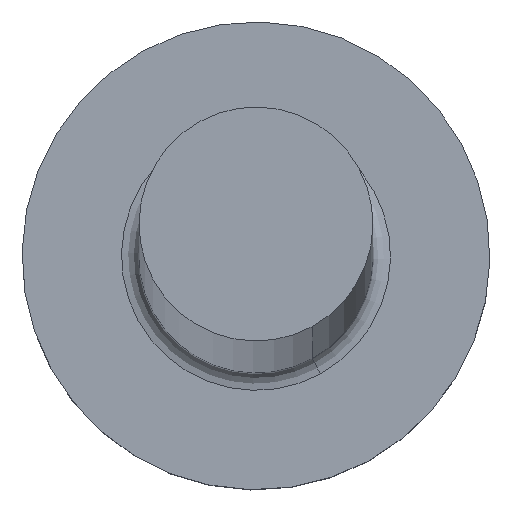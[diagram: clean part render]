
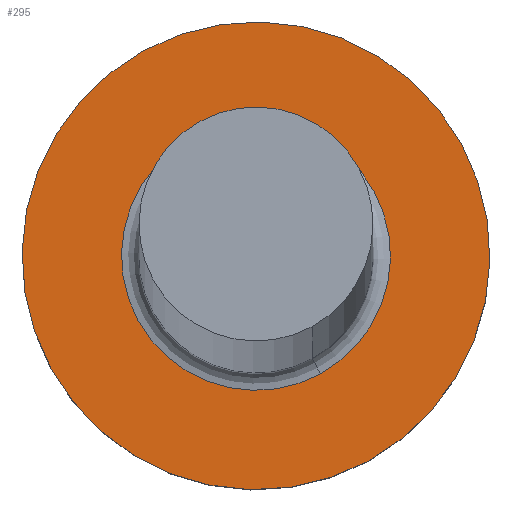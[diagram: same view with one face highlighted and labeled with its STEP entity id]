
A CAD part, top view. The second image highlights one B-rep face of the part: STEP entity #295.
In plain terms, the highlighted planar face has unit normal (0, 0, 1).
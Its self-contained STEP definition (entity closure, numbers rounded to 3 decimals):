
#121=CARTESIAN_POINT('Vertex',(1.918,-3.51,3.)) ;
#124=CARTESIAN_POINT('Axis2P3D Location',(0.,0.,3.)) ;
#128=CARTESIAN_POINT('Vertex',(-1.918,3.51,3.)) ;
#150=CARTESIAN_POINT('Axis2P3D Location',(0.,0.,3.)) ;
#216=CARTESIAN_POINT('Vertex',(-1.103,2.018,3.)) ;
#219=CARTESIAN_POINT('Axis2P3D Location',(0.,0.,3.)) ;
#223=CARTESIAN_POINT('Vertex',(1.103,-2.018,3.)) ;
#260=CARTESIAN_POINT('Axis2P3D Location',(0.,0.,3.)) ;
#282=CARTESIAN_POINT('Axis2P3D Location',(0.,4.,3.)) ;
#125=DIRECTION('Axis2P3D Direction',(0.,0.,1.)) ;
#151=DIRECTION('Axis2P3D Direction',(0.,0.,1.)) ;
#220=DIRECTION('Axis2P3D Direction',(0.,-0.,1.)) ;
#261=DIRECTION('Axis2P3D Direction',(0.,0.,1.)) ;
#283=DIRECTION('Axis2P3D Direction',(0.,0.,1.)) ;
#284=DIRECTION('Axis2P3D XDirection',(1.,0.,0.)) ;
#126=AXIS2_PLACEMENT_3D('Circle Axis2P3D',#124,#125,$) ;
#152=AXIS2_PLACEMENT_3D('Circle Axis2P3D',#150,#151,$) ;
#221=AXIS2_PLACEMENT_3D('Circle Axis2P3D',#219,#220,$) ;
#262=AXIS2_PLACEMENT_3D('Circle Axis2P3D',#260,#261,$) ;
#285=AXIS2_PLACEMENT_3D('Plane Axis2P3D',#282,#283,#284) ;
#288=ORIENTED_EDGE('',*,*,#154,.T.) ;
#289=ORIENTED_EDGE('',*,*,#130,.T.) ;
#292=ORIENTED_EDGE('',*,*,#225,.T.) ;
#293=ORIENTED_EDGE('',*,*,#264,.T.) ;
#294=FACE_BOUND('',#291,.T.) ;
#295=ADVANCED_FACE('PartBody',(#290,#294),#286,.T.) ;
#127=CIRCLE('generated circle',#126,4.) ;
#153=CIRCLE('generated circle',#152,4.) ;
#222=CIRCLE('generated circle',#221,2.3) ;
#263=CIRCLE('generated circle',#262,2.3) ;
#130=EDGE_CURVE('',#129,#122,#127,.T.) ;
#154=EDGE_CURVE('',#122,#129,#153,.T.) ;
#225=EDGE_CURVE('',#224,#217,#222,.F.) ;
#264=EDGE_CURVE('',#217,#224,#263,.F.) ;
#287=EDGE_LOOP('',(#288,#289)) ;
#291=EDGE_LOOP('',(#292,#293)) ;
#290=FACE_OUTER_BOUND('',#287,.T.) ;
#286=PLANE('',#285) ;
#122=VERTEX_POINT('',#121) ;
#129=VERTEX_POINT('',#128) ;
#217=VERTEX_POINT('',#216) ;
#224=VERTEX_POINT('',#223) ;
